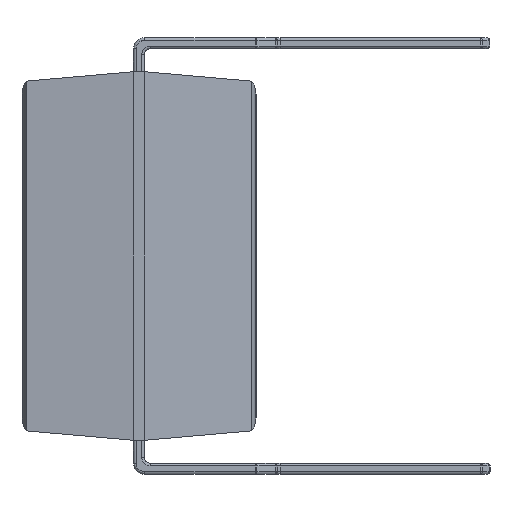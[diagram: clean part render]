
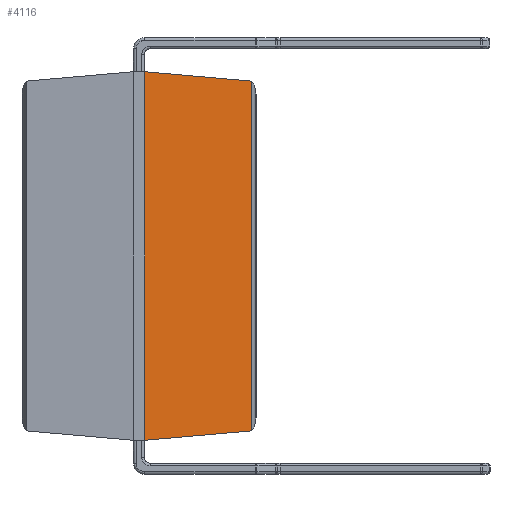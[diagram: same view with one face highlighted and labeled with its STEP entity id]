
A CAD part, left-side view. The second image highlights one B-rep face of the part: STEP entity #4116.
In plain terms, the highlighted face is planar.
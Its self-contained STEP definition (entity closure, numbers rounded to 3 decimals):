
#141 = LINE ( 'NONE', #2203, #1185 ) ;
#156 = VERTEX_POINT ( 'NONE', #2364 ) ;
#159 = VERTEX_POINT ( 'NONE', #2008 ) ;
#177 = ORIENTED_EDGE ( 'NONE', *, *, #2022, .T. ) ;
#189 = AXIS2_PLACEMENT_3D ( 'NONE', #3270, #967, #3652 ) ;
#560 = PLANE ( 'NONE',  #189 ) ;
#832 = ORIENTED_EDGE ( 'NONE', *, *, #1823, .F. ) ;
#967 = DIRECTION ( 'NONE',  ( -0.996, 0., 0.087 ) ) ;
#1017 = VECTOR ( 'NONE', #2879, 1000. ) ;
#1185 = VECTOR ( 'NONE', #4476, 1000. ) ;
#1665 = LINE ( 'NONE', #3218, #4707 ) ;
#1718 = VERTEX_POINT ( 'NONE', #2811 ) ;
#1746 = LINE ( 'NONE', #2180, #3660 ) ;
#1823 = EDGE_CURVE ( 'NONE', #3638, #1718, #1665, .T. ) ;
#1925 = ORIENTED_EDGE ( 'NONE', *, *, #3481, .F. ) ;
#2008 = CARTESIAN_POINT ( 'NONE',  ( 17.357, 3.131, 0.454 ) ) ;
#2022 = EDGE_CURVE ( 'NONE', #3638, #156, #141, .T. ) ;
#2034 = FACE_OUTER_BOUND ( 'NONE', #3166, .T. ) ;
#2157 = LINE ( 'NONE', #2478, #1017 ) ;
#2180 = CARTESIAN_POINT ( 'NONE',  ( 17.357, -3.3, 0.454 ) ) ;
#2203 = CARTESIAN_POINT ( 'NONE',  ( 17.525, -3.3, 2.375 ) ) ;
#2364 = CARTESIAN_POINT ( 'NONE',  ( 17.357, -3.131, 0.454 ) ) ;
#2478 = CARTESIAN_POINT ( 'NONE',  ( 17.525, 3.3, 2.375 ) ) ;
#2672 = CARTESIAN_POINT ( 'NONE',  ( 17.525, -3.3, 2.375 ) ) ;
#2811 = CARTESIAN_POINT ( 'NONE',  ( 17.525, 3.3, 2.375 ) ) ;
#2879 = DIRECTION ( 'NONE',  ( -0.087, -0.087, -0.992 ) ) ;
#3166 = EDGE_LOOP ( 'NONE', ( #1925, #3888, #832, #177 ) ) ;
#3218 = CARTESIAN_POINT ( 'NONE',  ( 17.525, -32.83, 2.375 ) ) ;
#3270 = CARTESIAN_POINT ( 'NONE',  ( 17.438, -32.83, 1.377 ) ) ;
#3481 = EDGE_CURVE ( 'NONE', #159, #156, #1746, .T. ) ;
#3638 = VERTEX_POINT ( 'NONE', #2672 ) ;
#3652 = DIRECTION ( 'NONE',  ( 0.087, 0., 0.996 ) ) ;
#3660 = VECTOR ( 'NONE', #3692, 1000. ) ;
#3692 = DIRECTION ( 'NONE',  ( 0., -1., 0. ) ) ;
#3888 = ORIENTED_EDGE ( 'NONE', *, *, #4085, .F. ) ;
#4085 = EDGE_CURVE ( 'NONE', #1718, #159, #2157, .T. ) ;
#4116 = ADVANCED_FACE ( 'NONE', ( #2034 ), #560, .F. ) ;
#4369 = DIRECTION ( 'NONE',  ( 0., 1., 0. ) ) ;
#4476 = DIRECTION ( 'NONE',  ( -0.087, 0.087, -0.992 ) ) ;
#4707 = VECTOR ( 'NONE', #4369, 1000. ) ;
